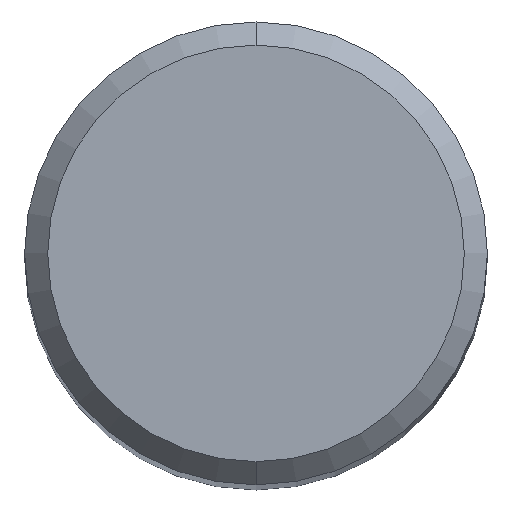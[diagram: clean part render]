
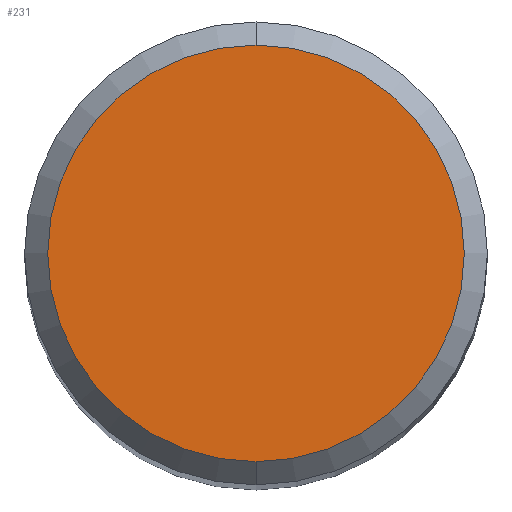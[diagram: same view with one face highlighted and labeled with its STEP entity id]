
A CAD part, top view. The second image highlights one B-rep face of the part: STEP entity #231.
In plain terms, the highlighted planar face has unit normal (0, 0, 1).
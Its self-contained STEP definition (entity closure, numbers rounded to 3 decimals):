
#185=VERTEX_POINT('',#443);
#195=VERTEX_POINT('',#453);
#231=ADVANCED_FACE('',(#494),#495,.T.);
#303=EDGE_CURVE('',#195,#185,#579,.T.);
#343=EDGE_CURVE('',#185,#195,#625,.T.);
#443=CARTESIAN_POINT('',(0.,-3.6,0.0));
#453=CARTESIAN_POINT('',(0.0,3.6,0.0));
#494=FACE_OUTER_BOUND('',#801,.T.);
#495=PLANE('',#802);
#579=CIRCLE('',#906,3.6);
#625=CIRCLE('',#966,3.6);
#801=EDGE_LOOP('',(#1129,#1130));
#802=AXIS2_PLACEMENT_3D('',#1131,#1132,#1133);
#906=AXIS2_PLACEMENT_3D('',#1252,#1253,#1254);
#966=AXIS2_PLACEMENT_3D('',#1313,#1314,#1315);
#1129=ORIENTED_EDGE('',*,*,#303,.F.);
#1130=ORIENTED_EDGE('',*,*,#343,.F.);
#1131=CARTESIAN_POINT('',(0.0,1.8,0.0));
#1132=DIRECTION('',(-0.0,0.0,1.0));
#1133=DIRECTION('',(0.0,-1.0,0.0));
#1252=CARTESIAN_POINT('',(0.0,0.0,0.0));
#1253=DIRECTION('',(0.0,0.0,-1.0));
#1254=DIRECTION('',(0.0,1.0,0.0));
#1313=CARTESIAN_POINT('',(0.0,0.0,0.0));
#1314=DIRECTION('',(0.0,0.0,-1.0));
#1315=DIRECTION('',(0.0,1.0,0.0));
